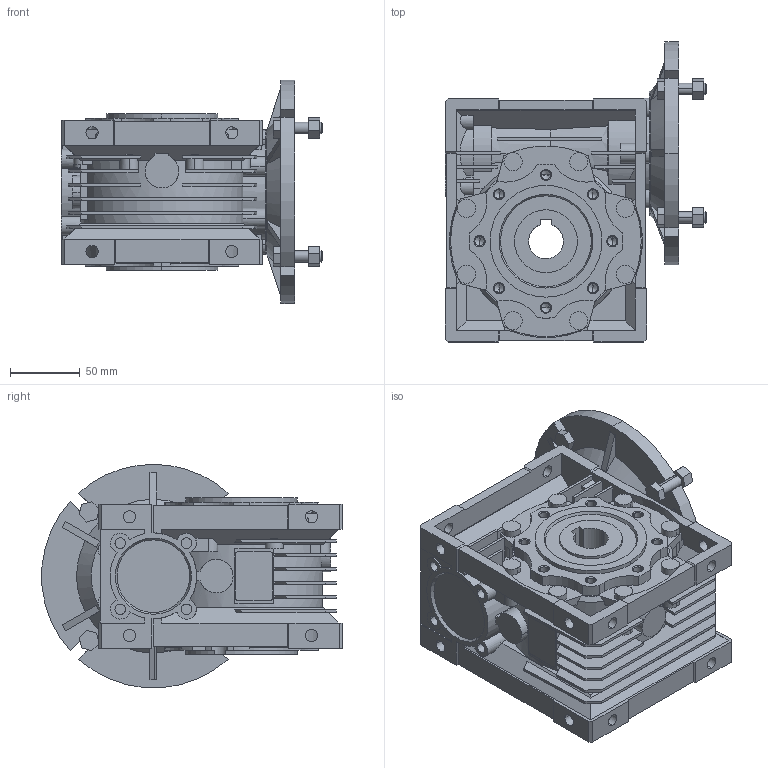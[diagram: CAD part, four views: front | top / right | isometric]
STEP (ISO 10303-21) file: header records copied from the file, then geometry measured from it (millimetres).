
FILE_DESCRIPTION (( 'STEP AP214' ), '1' );
FILE_NAME ('PMRV063_71_B5.STEP', '2018-05-29T11:07:49', ( 'admin' ), ( '' ), 'SwSTEP 2.0', 'SolidWorks 2018', '' );
FILE_SCHEMA (( 'AUTOMOTIVE_DESIGN' ));
Length unit declared in the file: millimetre
Products named in the file (1): PMRV063_71_B5
Bounding box: 187 x 214.74 x 159.74 mm (x, y, z)
Volume: 1917145.9 mm3; surface area: 361812.6 mm2
Topology: 4 solids, 6 shells, 1249 faces, 3395 edges, 2190 vertices
Faces by surface type: plane 752, cylinder 345, cone 148, torus 4
Entity records: 40511 total; most frequent: CARTESIAN_POINT 8782, ORIENTED_EDGE 6726, DIRECTION 6534, EDGE_CURVE 3363, AXIS2_PLACEMENT_3D 2191, VERTEX_POINT 2190, LINE 2152, VECTOR 2152
